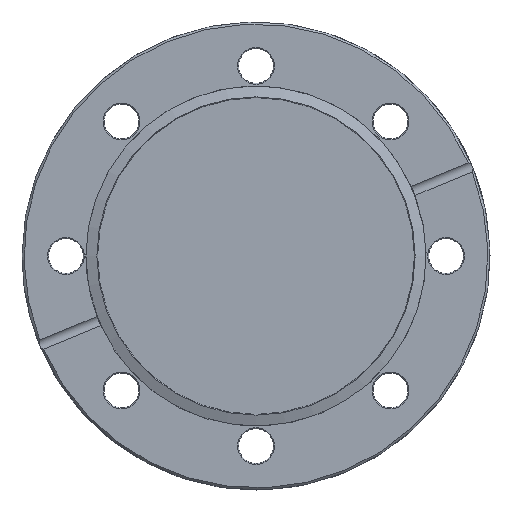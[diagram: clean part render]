
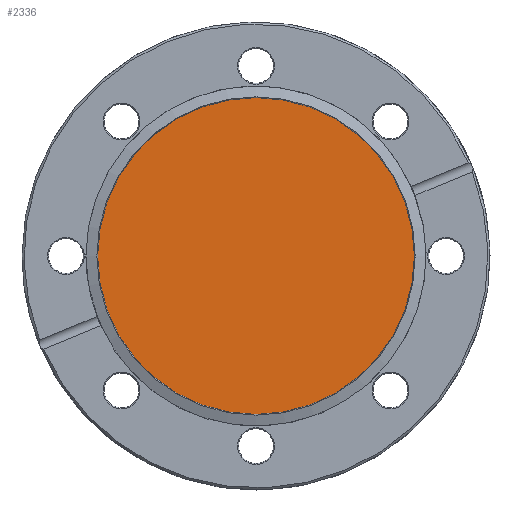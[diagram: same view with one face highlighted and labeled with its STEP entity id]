
A CAD part, front view. The second image highlights one B-rep face of the part: STEP entity #2336.
In plain terms, the highlighted planar face has unit normal (0, -1, 0).
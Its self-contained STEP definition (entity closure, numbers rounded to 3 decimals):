
#104=PLANE('',#2550);
#558=FACE_OUTER_BOUND('',#750,.T.);
#750=EDGE_LOOP('',(#2168));
#866=CIRCLE('',#2551,38.414);
#1194=VERTEX_POINT('',#15644);
#1521=EDGE_CURVE('',#1194,#1194,#866,.T.);
#2168=ORIENTED_EDGE('',*,*,#1521,.F.);
#2336=ADVANCED_FACE('',(#558),#104,.T.);
#2550=AXIS2_PLACEMENT_3D('',#15643,#3058,#3059);
#2551=AXIS2_PLACEMENT_3D('',#15645,#3060,#3061);
#3058=DIRECTION('center_axis',(0.,-1.,0.));
#3059=DIRECTION('ref_axis',(0.,0.,-1.));
#3060=DIRECTION('center_axis',(0.,1.,0.));
#3061=DIRECTION('ref_axis',(1.,0.,0.));
#15643=CARTESIAN_POINT('Origin',(-38.414,1.17,0.));
#15644=CARTESIAN_POINT('',(-38.414,1.17,0.));
#15645=CARTESIAN_POINT('Origin',(0.,1.17,0.));
